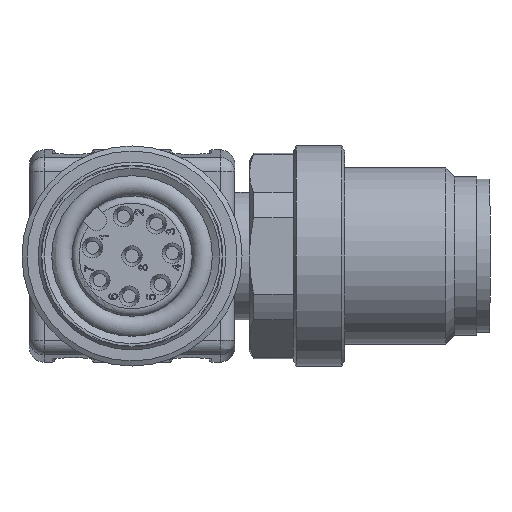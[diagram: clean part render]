
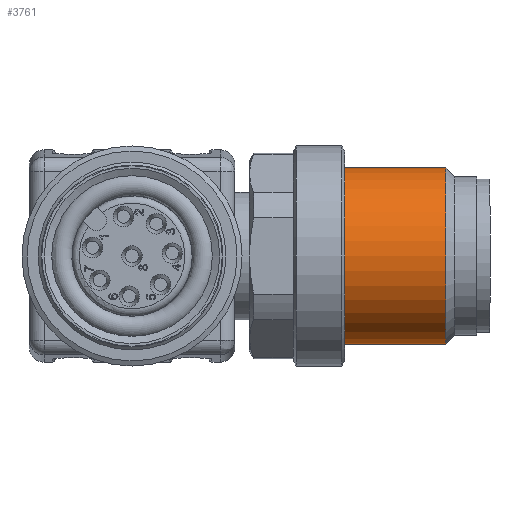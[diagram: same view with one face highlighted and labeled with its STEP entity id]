
A CAD part, left-side view. The second image highlights one B-rep face of the part: STEP entity #3761.
In plain terms, the highlighted cylindrical face has radius 6 mm (diameter 12 mm), a full revolution.
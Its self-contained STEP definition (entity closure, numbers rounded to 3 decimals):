
#3761=ADVANCED_FACE('',(#4269,#4270),#4075,.T.);
#4075=CYLINDRICAL_SURFACE('',#12074,6.);
#4269=FACE_BOUND('',#4959,.T.);
#4270=FACE_BOUND('',#4960,.T.);
#4959=EDGE_LOOP('',(#7511));
#4960=EDGE_LOOP('',(#7512));
#7511=ORIENTED_EDGE('',*,*,#10451,.F.);
#7512=ORIENTED_EDGE('',*,*,#10450,.T.);
#9019=VERTEX_POINT('',#20322);
#9020=VERTEX_POINT('',#20325);
#10450=EDGE_CURVE('',#9019,#9019,#11218,.T.);
#10451=EDGE_CURVE('',#9020,#9020,#11219,.T.);
#11218=CIRCLE('',#12071,6.);
#11219=CIRCLE('',#12073,6.);
#12071=AXIS2_PLACEMENT_3D('',#20321,#14419,#14420);
#12073=AXIS2_PLACEMENT_3D('',#20324,#14423,#14424);
#12074=AXIS2_PLACEMENT_3D('',#20326,#14425,#14426);
#14419=DIRECTION('',(0.,-1.,0.));
#14420=DIRECTION('',(0.5,0.,-0.866));
#14423=DIRECTION('',(0.,-1.,0.));
#14424=DIRECTION('',(0.5,0.,-0.866));
#14425=DIRECTION('',(0.,-1.,0.));
#14426=DIRECTION('',(0.5,0.,-0.866));
#20321=CARTESIAN_POINT('',(174.601,-14.5,0.));
#20322=CARTESIAN_POINT('',(177.601,-14.5,-5.196));
#20324=CARTESIAN_POINT('',(174.601,-21.4,0.));
#20325=CARTESIAN_POINT('',(177.601,-21.4,-5.196));
#20326=CARTESIAN_POINT('',(174.601,-23.5,0.));
